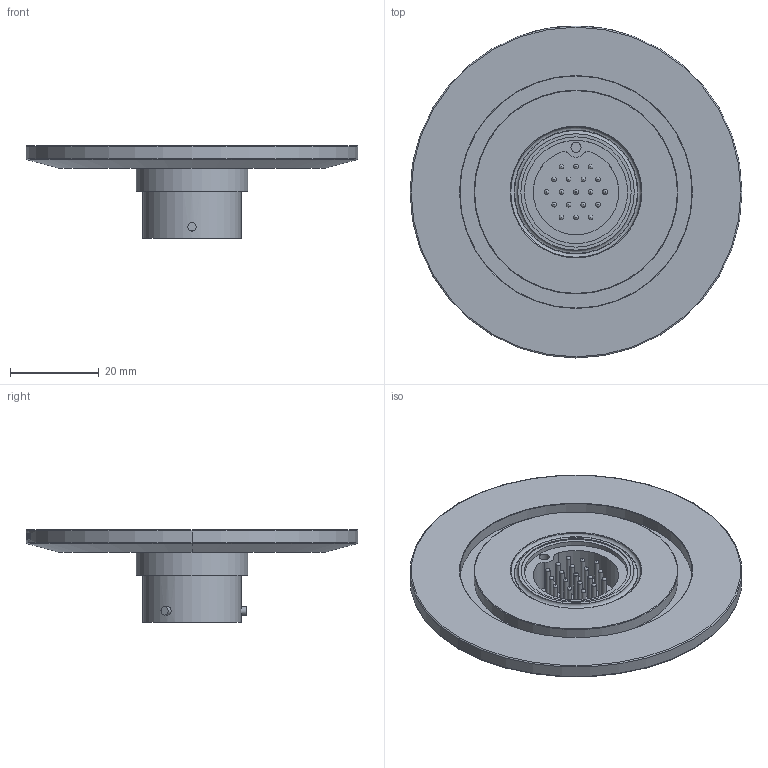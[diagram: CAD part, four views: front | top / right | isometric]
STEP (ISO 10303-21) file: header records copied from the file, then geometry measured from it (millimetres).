
FILE_DESCRIPTION(/* description */ ('Alibre Inc.'),/* implementation_level */ '2;1');
FILE_NAME(/* name */ 'export0',/* time_stamp */ '2014-10-07T13:17:33-07:00',/* author */ (''),/* organization */ (''),/* preprocessor_version */ 'ST-DEVELOPER v14',/* originating_system */ 'Alibre',/* authorisation */ '');
FILE_SCHEMA (('CONFIG_CONTROL_DESIGN'));
Length unit declared in the file: centimetre
Products named in the file (1): ID_1
Bounding box: 74.93 x 74.93 x 20.83 mm (x, y, z)
Volume: 20524.8 mm3; surface area: 13948.9 mm2
Topology: 1 solids, 1 shells, 519 faces, 1222 edges, 812 vertices
Faces by surface type: plane 204, bspline 138, cylinder 126, torus 44, cone 6, sphere 1
Full cylindrical faces by diameter (mm): 1.016 x38, 1.067 x25, 1.143 x1, 1.876 x3, 2.286 x1, 20.955 x1, 22.174 x1, 23.317 x1, 24.892 x1, 25.146 x1, 26.264 x1, 46.025 x1, 52.4 x1
Entity records: 34041 total; most frequent: CARTESIAN_POINT 24112, ORIENTED_EDGE 2128, DIRECTION 1396, EDGE_CURVE 1064, VERTEX_POINT 772, EDGE_LOOP 744, FACE_BOUND 744, AXIS2_PLACEMENT_3D 710
